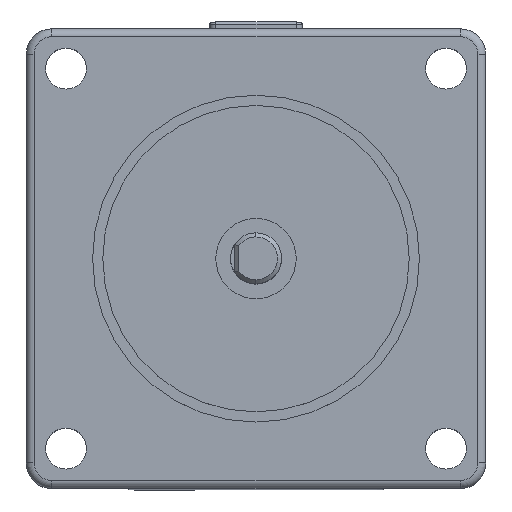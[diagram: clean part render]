
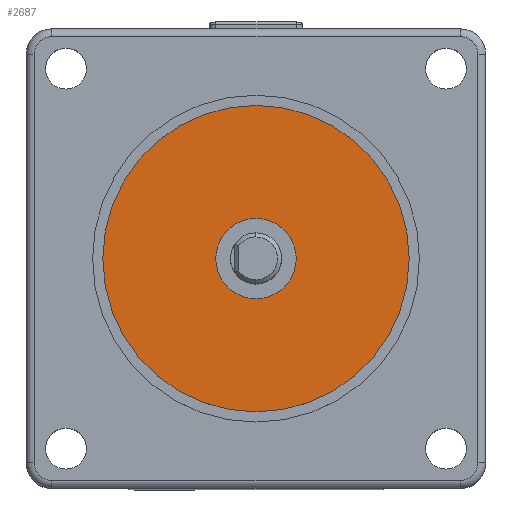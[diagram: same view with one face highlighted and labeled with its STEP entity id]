
A CAD part, top view. The second image highlights one B-rep face of the part: STEP entity #2687.
In plain terms, the highlighted planar face has unit normal (0, 0, 1).
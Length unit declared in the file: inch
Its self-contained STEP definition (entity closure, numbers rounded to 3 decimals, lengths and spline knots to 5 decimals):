
#24 = DIRECTION ( 'NONE',  ( 0., -1., 0. ) ) ;
#104 = ORIENTED_EDGE ( 'NONE', *, *, #3089, .F. ) ;
#147 = EDGE_LOOP ( 'NONE', ( #2142, #1273 ) ) ;
#184 = CARTESIAN_POINT ( 'NONE',  ( 0., 0., 0.06 ) ) ;
#263 = VERTEX_POINT ( 'NONE', #1176 ) ;
#312 = DIRECTION ( 'NONE',  ( 0., -1., 0. ) ) ;
#405 = CIRCLE ( 'NONE', #1581, 0.75 ) ;
#439 = DIRECTION ( 'NONE',  ( 0., 0., -1. ) ) ;
#541 = CARTESIAN_POINT ( 'NONE',  ( 0., 0., 0.06 ) ) ;
#554 = DIRECTION ( 'NONE',  ( 0., 0., 1. ) ) ;
#742 = CARTESIAN_POINT ( 'NONE',  ( 0., 0., 0.06 ) ) ;
#759 = CARTESIAN_POINT ( 'NONE',  ( 0., 0.19685, 0.06 ) ) ;
#832 = CIRCLE ( 'NONE', #1346, 0.75 ) ;
#897 = CARTESIAN_POINT ( 'NONE',  ( 0., 0.75, 0.06 ) ) ;
#908 = EDGE_CURVE ( 'NONE', #263, #1618, #832, .T. ) ;
#1027 = CARTESIAN_POINT ( 'NONE',  ( 0., 0., 0.06 ) ) ;
#1030 = FACE_BOUND ( 'NONE', #147, .T. ) ;
#1037 = VERTEX_POINT ( 'NONE', #1396 ) ;
#1132 = AXIS2_PLACEMENT_3D ( 'NONE', #541, #3209, #312 ) ;
#1176 = CARTESIAN_POINT ( 'NONE',  ( 0., -0.75, 0.06 ) ) ;
#1256 = DIRECTION ( 'NONE',  ( 0., 0., 1. ) ) ;
#1273 = ORIENTED_EDGE ( 'NONE', *, *, #1996, .F. ) ;
#1346 = AXIS2_PLACEMENT_3D ( 'NONE', #1027, #2623, #3424 ) ;
#1379 = CIRCLE ( 'NONE', #1132, 0.19685 ) ;
#1396 = CARTESIAN_POINT ( 'NONE',  ( 0., -0.19685, 0.06 ) ) ;
#1515 = PLANE ( 'NONE',  #2044 ) ;
#1556 = EDGE_LOOP ( 'NONE', ( #104, #2092 ) ) ;
#1581 = AXIS2_PLACEMENT_3D ( 'NONE', #742, #439, #2854 ) ;
#1618 = VERTEX_POINT ( 'NONE', #897 ) ;
#1849 = AXIS2_PLACEMENT_3D ( 'NONE', #2976, #554, #24 ) ;
#1996 = EDGE_CURVE ( 'NONE', #2918, #1037, #1379, .T. ) ;
#2044 = AXIS2_PLACEMENT_3D ( 'NONE', #184, #1256, #2792 ) ;
#2071 = EDGE_CURVE ( 'NONE', #1037, #2918, #2487, .T. ) ;
#2092 = ORIENTED_EDGE ( 'NONE', *, *, #908, .F. ) ;
#2142 = ORIENTED_EDGE ( 'NONE', *, *, #2071, .F. ) ;
#2487 = CIRCLE ( 'NONE', #1849, 0.19685 ) ;
#2623 = DIRECTION ( 'NONE',  ( 0., 0., -1. ) ) ;
#2687 = ADVANCED_FACE ( 'NONE', ( #2692, #1030 ), #1515, .T. ) ;
#2692 = FACE_OUTER_BOUND ( 'NONE', #1556, .T. ) ;
#2792 = DIRECTION ( 'NONE',  ( 0., -1., 0. ) ) ;
#2854 = DIRECTION ( 'NONE',  ( 0., 1., 0. ) ) ;
#2918 = VERTEX_POINT ( 'NONE', #759 ) ;
#2976 = CARTESIAN_POINT ( 'NONE',  ( 0., 0., 0.06 ) ) ;
#3089 = EDGE_CURVE ( 'NONE', #1618, #263, #405, .T. ) ;
#3209 = DIRECTION ( 'NONE',  ( 0., 0., 1. ) ) ;
#3424 = DIRECTION ( 'NONE',  ( 0., 1., 0. ) ) ;
